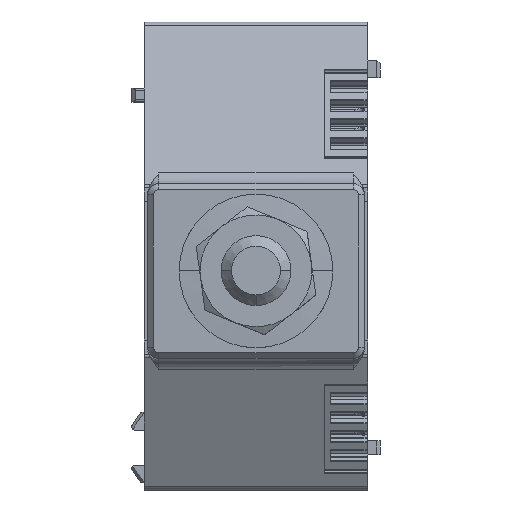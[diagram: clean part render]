
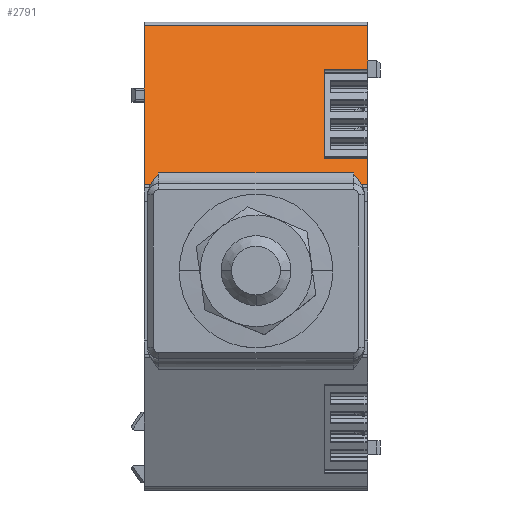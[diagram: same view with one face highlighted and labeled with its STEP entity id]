
A CAD part, top view. The second image highlights one B-rep face of the part: STEP entity #2791.
In plain terms, the highlighted planar face has unit normal (0, 0.478, 0.878).
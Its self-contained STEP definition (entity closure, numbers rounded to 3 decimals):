
#2673=AXIS2_PLACEMENT_3D('Plane Axis2P3D',#2670,#2671,#2672) ;
#929=CARTESIAN_POINT('Vertex',(1.8,43.701,22.428)) ;
#932=CARTESIAN_POINT('Line Origine',(1.8,55.089,16.235)) ;
#936=CARTESIAN_POINT('Vertex',(1.8,66.478,10.041)) ;
#1269=CARTESIAN_POINT('Vertex',(33.8,47.599,20.308)) ;
#1272=CARTESIAN_POINT('Line Origine',(33.8,45.65,21.368)) ;
#1276=CARTESIAN_POINT('Vertex',(33.8,43.701,22.428)) ;
#1734=CARTESIAN_POINT('Vertex',(33.8,66.478,10.041)) ;
#1737=CARTESIAN_POINT('Line Origine',(33.8,63.364,11.735)) ;
#1741=CARTESIAN_POINT('Vertex',(33.8,60.25,13.428)) ;
#2655=CARTESIAN_POINT('Vertex',(2.694,43.701,22.428)) ;
#2658=CARTESIAN_POINT('Line Origine',(33.55,43.701,22.428)) ;
#2670=CARTESIAN_POINT('Axis2P3D Location',(17.8,43.8,22.375)) ;
#2675=CARTESIAN_POINT('Line Origine',(27.6,53.925,16.868)) ;
#2679=CARTESIAN_POINT('Vertex',(27.6,60.25,13.428)) ;
#2681=CARTESIAN_POINT('Vertex',(27.6,47.599,20.308)) ;
#2684=CARTESIAN_POINT('Line Origine',(30.7,60.25,13.428)) ;
#2689=CARTESIAN_POINT('Line Origine',(17.8,66.478,10.041)) ;
#2695=CARTESIAN_POINT('Control Point',(3.265,44.579,21.951)) ;
#2696=CARTESIAN_POINT('Control Point',(3.137,44.408,22.044)) ;
#2697=CARTESIAN_POINT('Control Point',(3.014,44.236,22.138)) ;
#2698=CARTESIAN_POINT('Control Point',(2.897,44.06,22.233)) ;
#2699=CARTESIAN_POINT('Control Point',(2.789,43.882,22.33)) ;
#2700=CARTESIAN_POINT('Control Point',(2.694,43.701,22.428)) ;
#2701=CARTESIAN_POINT('Vertex',(3.265,44.579,21.951)) ;
#2705=CARTESIAN_POINT('Control Point',(3.9,45.367,21.523)) ;
#2706=CARTESIAN_POINT('Control Point',(3.79,45.234,21.595)) ;
#2707=CARTESIAN_POINT('Control Point',(3.68,45.102,21.666)) ;
#2708=CARTESIAN_POINT('Control Point',(3.584,44.987,21.729)) ;
#2709=CARTESIAN_POINT('Control Point',(3.46,44.832,21.813)) ;
#2710=CARTESIAN_POINT('Control Point',(3.344,44.682,21.895)) ;
#2711=CARTESIAN_POINT('Control Point',(3.327,44.66,21.907)) ;
#2712=CARTESIAN_POINT('Control Point',(3.307,44.634,21.921)) ;
#2713=CARTESIAN_POINT('Control Point',(3.287,44.608,21.935)) ;
#2714=CARTESIAN_POINT('Control Point',(3.285,44.604,21.937)) ;
#2715=CARTESIAN_POINT('Control Point',(3.281,44.599,21.94)) ;
#2716=CARTESIAN_POINT('Control Point',(3.276,44.593,21.943)) ;
#2717=CARTESIAN_POINT('Control Point',(3.275,44.591,21.944)) ;
#2718=CARTESIAN_POINT('Control Point',(3.272,44.588,21.946)) ;
#2719=CARTESIAN_POINT('Control Point',(3.269,44.584,21.948)) ;
#2720=CARTESIAN_POINT('Control Point',(3.268,44.583,21.949)) ;
#2721=CARTESIAN_POINT('Control Point',(3.267,44.581,21.95)) ;
#2722=CARTESIAN_POINT('Control Point',(3.265,44.579,21.951)) ;
#2723=CARTESIAN_POINT('Vertex',(3.9,45.367,21.523)) ;
#2726=CARTESIAN_POINT('Line Origine',(17.8,45.367,21.523)) ;
#2730=CARTESIAN_POINT('Vertex',(31.7,45.367,21.523)) ;
#2734=CARTESIAN_POINT('Control Point',(32.335,44.579,21.951)) ;
#2735=CARTESIAN_POINT('Control Point',(32.266,44.669,21.902)) ;
#2736=CARTESIAN_POINT('Control Point',(32.194,44.764,21.851)) ;
#2737=CARTESIAN_POINT('Control Point',(32.127,44.848,21.804)) ;
#2738=CARTESIAN_POINT('Control Point',(31.997,45.008,21.717)) ;
#2739=CARTESIAN_POINT('Control Point',(31.864,45.17,21.63)) ;
#2740=CARTESIAN_POINT('Control Point',(31.809,45.235,21.594)) ;
#2741=CARTESIAN_POINT('Control Point',(31.755,45.301,21.558)) ;
#2742=CARTESIAN_POINT('Control Point',(31.7,45.367,21.523)) ;
#2743=CARTESIAN_POINT('Vertex',(32.335,44.579,21.951)) ;
#2747=CARTESIAN_POINT('Control Point',(32.906,43.701,22.428)) ;
#2748=CARTESIAN_POINT('Control Point',(32.829,43.846,22.349)) ;
#2749=CARTESIAN_POINT('Control Point',(32.745,43.99,22.271)) ;
#2750=CARTESIAN_POINT('Control Point',(32.658,44.127,22.197)) ;
#2751=CARTESIAN_POINT('Control Point',(32.541,44.297,22.104)) ;
#2752=CARTESIAN_POINT('Control Point',(32.419,44.465,22.013)) ;
#2753=CARTESIAN_POINT('Control Point',(32.395,44.498,21.995)) ;
#2754=CARTESIAN_POINT('Control Point',(32.372,44.53,21.978)) ;
#2755=CARTESIAN_POINT('Control Point',(32.348,44.561,21.96)) ;
#2756=CARTESIAN_POINT('Control Point',(32.346,44.564,21.959)) ;
#2757=CARTESIAN_POINT('Control Point',(32.343,44.568,21.957)) ;
#2758=CARTESIAN_POINT('Control Point',(32.339,44.572,21.955)) ;
#2759=CARTESIAN_POINT('Control Point',(32.338,44.575,21.953)) ;
#2760=CARTESIAN_POINT('Control Point',(32.336,44.577,21.952)) ;
#2761=CARTESIAN_POINT('Control Point',(32.335,44.579,21.951)) ;
#2762=CARTESIAN_POINT('Vertex',(32.906,43.701,22.428)) ;
#2765=CARTESIAN_POINT('Line Origine',(33.353,43.701,22.428)) ;
#2770=CARTESIAN_POINT('Line Origine',(30.7,47.599,20.308)) ;
#933=DIRECTION('Vector Direction',(0.,-0.878,0.478)) ;
#1273=DIRECTION('Vector Direction',(0.,-0.878,0.478)) ;
#1738=DIRECTION('Vector Direction',(0.,-0.878,0.478)) ;
#2659=DIRECTION('Vector Direction',(1.,0.,0.)) ;
#2671=DIRECTION('Axis2P3D Direction',(0.,-0.478,-0.878)) ;
#2672=DIRECTION('Axis2P3D XDirection',(0.,0.878,-0.478)) ;
#2676=DIRECTION('Vector Direction',(0.,-0.878,0.478)) ;
#2685=DIRECTION('Vector Direction',(-1.,0.,0.)) ;
#2690=DIRECTION('Vector Direction',(1.,0.,0.)) ;
#2727=DIRECTION('Vector Direction',(-1.,0.,0.)) ;
#2766=DIRECTION('Vector Direction',(-1.,0.,0.)) ;
#2771=DIRECTION('Vector Direction',(1.,0.,0.)) ;
#934=VECTOR('Line Direction',#933,1.) ;
#1274=VECTOR('Line Direction',#1273,1.) ;
#1739=VECTOR('Line Direction',#1738,1.) ;
#2660=VECTOR('Line Direction',#2659,1.) ;
#2677=VECTOR('Line Direction',#2676,1.) ;
#2686=VECTOR('Line Direction',#2685,1.) ;
#2691=VECTOR('Line Direction',#2690,1.) ;
#2728=VECTOR('Line Direction',#2727,1.) ;
#2767=VECTOR('Line Direction',#2766,1.) ;
#2772=VECTOR('Line Direction',#2771,1.) ;
#2776=ORIENTED_EDGE('',*,*,#2683,.F.) ;
#2777=ORIENTED_EDGE('',*,*,#2688,.F.) ;
#2778=ORIENTED_EDGE('',*,*,#1743,.F.) ;
#2779=ORIENTED_EDGE('',*,*,#2693,.F.) ;
#2780=ORIENTED_EDGE('',*,*,#938,.T.) ;
#2781=ORIENTED_EDGE('',*,*,#2662,.F.) ;
#2782=ORIENTED_EDGE('',*,*,#2703,.F.) ;
#2783=ORIENTED_EDGE('',*,*,#2725,.F.) ;
#2784=ORIENTED_EDGE('',*,*,#2732,.F.) ;
#2785=ORIENTED_EDGE('',*,*,#2745,.F.) ;
#2786=ORIENTED_EDGE('',*,*,#2764,.F.) ;
#2787=ORIENTED_EDGE('',*,*,#2769,.F.) ;
#2788=ORIENTED_EDGE('',*,*,#1278,.F.) ;
#2789=ORIENTED_EDGE('',*,*,#2774,.F.) ;
#2791=ADVANCED_FACE('31390_KLTR_GWBZ_WF10.1\\31390_KLTR_GWBZ_WF10-.1\\Koerper.2 31390_KLTR_GWBZ_WF10',(#2790),#2674,.F.) ;
#2694=B_SPLINE_CURVE_WITH_KNOTS('',5,(#2695,#2696,#2697,#2698,#2699,#2700),.UNSPECIFIED.,.F.,.U.,(6,6),(0.,1.629),.UNSPECIFIED.) ;
#2704=B_SPLINE_CURVE_WITH_KNOTS('',5,(#2705,#2706,#2707,#2708,#2709,#2710,#2711,#2712,#2713,#2714,#2715,#2716,#2717,#2718,#2719,#2720,#2721,#2722),.UNSPECIFIED.,.F.,.U.,(6,3,3,3,3,6),(0.,1.279,1.504,1.541,1.56,1.579),.UNSPECIFIED.) ;
#2733=B_SPLINE_CURVE_WITH_KNOTS('',5,(#2734,#2735,#2736,#2737,#2738,#2739,#2740,#2741,#2742),.UNSPECIFIED.,.F.,.U.,(6,3,6),(0.,0.935,1.572),.UNSPECIFIED.) ;
#2746=B_SPLINE_CURVE_WITH_KNOTS('',5,(#2747,#2748,#2749,#2750,#2751,#2752,#2753,#2754,#2755,#2756,#2757,#2758,#2759,#2760,#2761),.UNSPECIFIED.,.F.,.U.,(6,3,3,3,6),(0.,1.305,1.588,1.609,1.63),.UNSPECIFIED.) ;
#938=EDGE_CURVE('',#937,#930,#935,.T.) ;
#1278=EDGE_CURVE('',#1270,#1277,#1275,.T.) ;
#1743=EDGE_CURVE('',#1735,#1742,#1740,.T.) ;
#2662=EDGE_CURVE('',#2656,#930,#2661,.F.) ;
#2683=EDGE_CURVE('',#2680,#2682,#2678,.T.) ;
#2688=EDGE_CURVE('',#1742,#2680,#2687,.T.) ;
#2693=EDGE_CURVE('',#937,#1735,#2692,.T.) ;
#2703=EDGE_CURVE('',#2702,#2656,#2694,.T.) ;
#2725=EDGE_CURVE('',#2724,#2702,#2704,.T.) ;
#2732=EDGE_CURVE('',#2731,#2724,#2729,.T.) ;
#2745=EDGE_CURVE('',#2744,#2731,#2733,.T.) ;
#2764=EDGE_CURVE('',#2763,#2744,#2746,.T.) ;
#2769=EDGE_CURVE('',#1277,#2763,#2768,.T.) ;
#2774=EDGE_CURVE('',#2682,#1270,#2773,.T.) ;
#2775=EDGE_LOOP('',(#2776,#2777,#2778,#2779,#2780,#2781,#2782,#2783,#2784,#2785,#2786,#2787,#2788,#2789)) ;
#2790=FACE_OUTER_BOUND('',#2775,.T.) ;
#935=LINE('Line',#932,#934) ;
#1275=LINE('Line',#1272,#1274) ;
#1740=LINE('Line',#1737,#1739) ;
#2661=LINE('Line',#2658,#2660) ;
#2678=LINE('Line',#2675,#2677) ;
#2687=LINE('Line',#2684,#2686) ;
#2692=LINE('Line',#2689,#2691) ;
#2729=LINE('Line',#2726,#2728) ;
#2768=LINE('Line',#2765,#2767) ;
#2773=LINE('Line',#2770,#2772) ;
#2674=PLANE('',#2673) ;
#930=VERTEX_POINT('',#929) ;
#937=VERTEX_POINT('',#936) ;
#1270=VERTEX_POINT('',#1269) ;
#1277=VERTEX_POINT('',#1276) ;
#1735=VERTEX_POINT('',#1734) ;
#1742=VERTEX_POINT('',#1741) ;
#2656=VERTEX_POINT('',#2655) ;
#2680=VERTEX_POINT('',#2679) ;
#2682=VERTEX_POINT('',#2681) ;
#2702=VERTEX_POINT('',#2701) ;
#2724=VERTEX_POINT('',#2723) ;
#2731=VERTEX_POINT('',#2730) ;
#2744=VERTEX_POINT('',#2743) ;
#2763=VERTEX_POINT('',#2762) ;
